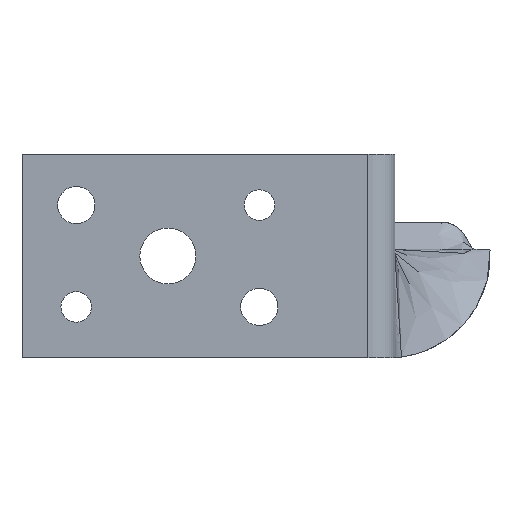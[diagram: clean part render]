
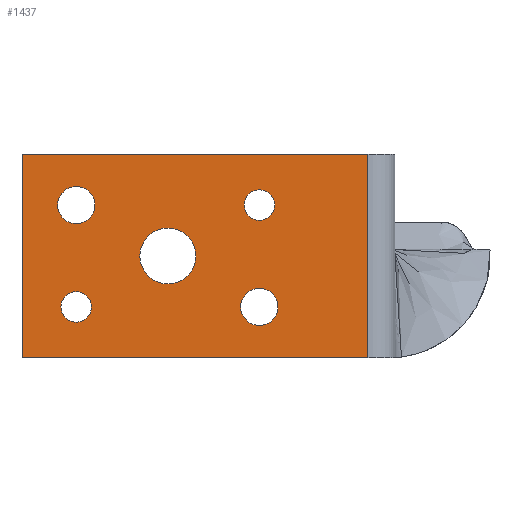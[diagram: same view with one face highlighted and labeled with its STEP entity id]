
A CAD part, front view. The second image highlights one B-rep face of the part: STEP entity #1437.
In plain terms, the highlighted planar face has unit normal (0, -1, 0).
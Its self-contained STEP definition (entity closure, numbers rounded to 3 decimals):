
#133=FACE_BOUND('',#333,.T.);
#134=FACE_BOUND('',#334,.T.);
#135=FACE_BOUND('',#335,.T.);
#136=FACE_BOUND('',#336,.T.);
#137=FACE_BOUND('',#337,.T.);
#170=PLANE('',#1547);
#243=FACE_OUTER_BOUND('',#332,.T.);
#332=EDGE_LOOP('',(#1207,#1208,#1209,#1210));
#333=EDGE_LOOP('',(#1211));
#334=EDGE_LOOP('',(#1212));
#335=EDGE_LOOP('',(#1213));
#336=EDGE_LOOP('',(#1214));
#337=EDGE_LOOP('',(#1215));
#413=LINE('',#3175,#502);
#417=LINE('',#3185,#506);
#422=LINE('',#3199,#511);
#424=LINE('',#3202,#513);
#502=VECTOR('',#1749,10.);
#506=VECTOR('',#1759,2.88);
#511=VECTOR('',#1776,10.);
#513=VECTOR('',#1780,10.);
#538=CIRCLE('',#1509,2.75);
#540=CIRCLE('',#1512,2.25);
#542=CIRCLE('',#1515,2.25);
#544=CIRCLE('',#1518,2.75);
#546=CIRCLE('',#1521,4.125);
#585=VERTEX_POINT('',#1907);
#587=VERTEX_POINT('',#1913);
#589=VERTEX_POINT('',#1919);
#591=VERTEX_POINT('',#1925);
#593=VERTEX_POINT('',#1931);
#665=VERTEX_POINT('',#3173);
#666=VERTEX_POINT('',#3174);
#669=VERTEX_POINT('',#3183);
#672=VERTEX_POINT('',#3198);
#729=EDGE_CURVE('',#585,#585,#538,.T.);
#732=EDGE_CURVE('',#587,#587,#540,.T.);
#735=EDGE_CURVE('',#589,#589,#542,.T.);
#738=EDGE_CURVE('',#591,#591,#544,.T.);
#741=EDGE_CURVE('',#593,#593,#546,.T.);
#847=EDGE_CURVE('',#665,#666,#413,.T.);
#853=EDGE_CURVE('',#669,#666,#417,.T.);
#860=EDGE_CURVE('',#665,#672,#422,.T.);
#862=EDGE_CURVE('',#672,#669,#424,.T.);
#1207=ORIENTED_EDGE('',*,*,#847,.T.);
#1208=ORIENTED_EDGE('',*,*,#853,.F.);
#1209=ORIENTED_EDGE('',*,*,#862,.F.);
#1210=ORIENTED_EDGE('',*,*,#860,.F.);
#1211=ORIENTED_EDGE('',*,*,#729,.T.);
#1212=ORIENTED_EDGE('',*,*,#732,.T.);
#1213=ORIENTED_EDGE('',*,*,#735,.T.);
#1214=ORIENTED_EDGE('',*,*,#738,.T.);
#1215=ORIENTED_EDGE('',*,*,#741,.T.);
#1437=ADVANCED_FACE('',(#243,#133,#134,#135,#136,#137),#170,.T.);
#1509=AXIS2_PLACEMENT_3D('',#1908,#1666,#1667);
#1512=AXIS2_PLACEMENT_3D('',#1914,#1673,#1674);
#1515=AXIS2_PLACEMENT_3D('',#1920,#1680,#1681);
#1518=AXIS2_PLACEMENT_3D('',#1926,#1687,#1688);
#1521=AXIS2_PLACEMENT_3D('',#1932,#1694,#1695);
#1547=AXIS2_PLACEMENT_3D('',#3203,#1781,#1782);
#1666=DIRECTION('center_axis',(0.,1.,0.));
#1667=DIRECTION('ref_axis',(-1.,0.,0.));
#1673=DIRECTION('center_axis',(0.,1.,0.));
#1674=DIRECTION('ref_axis',(-1.,0.,0.));
#1680=DIRECTION('center_axis',(0.,1.,0.));
#1681=DIRECTION('ref_axis',(-1.,0.,0.));
#1687=DIRECTION('center_axis',(0.,1.,0.));
#1688=DIRECTION('ref_axis',(-1.,0.,0.));
#1694=DIRECTION('center_axis',(0.,1.,0.));
#1695=DIRECTION('ref_axis',(-1.,0.,0.));
#1749=DIRECTION('',(0.,0.,1.));
#1759=DIRECTION('',(1.,0.,0.));
#1776=DIRECTION('',(-1.,0.,0.));
#1780=DIRECTION('',(0.,0.,1.));
#1781=DIRECTION('center_axis',(0.,-1.,0.));
#1782=DIRECTION('ref_axis',(0.,0.,-1.));
#1907=CARTESIAN_POINT('',(-16.25,-45.5,-10.5));
#1908=CARTESIAN_POINT('Origin',(-19.,-45.5,-10.5));
#1913=CARTESIAN_POINT('',(-43.75,-45.5,-10.5));
#1914=CARTESIAN_POINT('Origin',(-46.,-45.5,-10.5));
#1919=CARTESIAN_POINT('',(-16.75,-45.5,4.5));
#1920=CARTESIAN_POINT('Origin',(-19.,-45.5,4.5));
#1925=CARTESIAN_POINT('',(-43.25,-45.5,4.5));
#1926=CARTESIAN_POINT('Origin',(-46.,-45.5,4.5));
#1931=CARTESIAN_POINT('',(-28.375,-45.5,-3.));
#1932=CARTESIAN_POINT('Origin',(-32.5,-45.5,-3.));
#3173=CARTESIAN_POINT('',(-3.,-45.5,-18.));
#3174=CARTESIAN_POINT('',(-3.,-45.5,12.));
#3175=CARTESIAN_POINT('',(-3.,-45.5,-3.));
#3183=CARTESIAN_POINT('',(-54.,-45.5,12.));
#3185=CARTESIAN_POINT('',(6.048,-45.5,12.));
#3198=CARTESIAN_POINT('',(-54.,-45.5,-18.));
#3199=CARTESIAN_POINT('',(-3.,-45.5,-18.));
#3202=CARTESIAN_POINT('',(-54.,-45.5,-18.));
#3203=CARTESIAN_POINT('Origin',(-26.238,-45.5,-3.));
